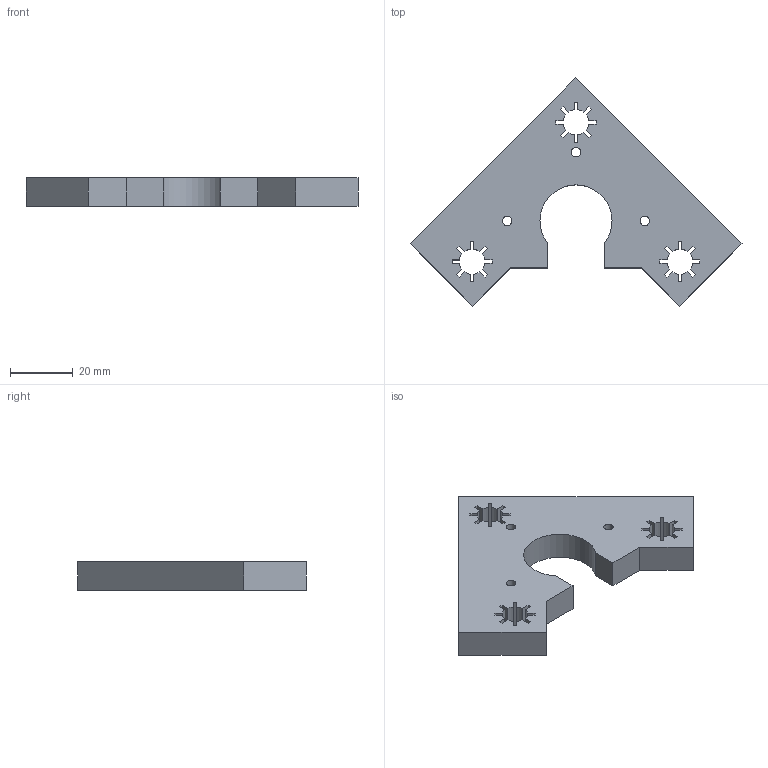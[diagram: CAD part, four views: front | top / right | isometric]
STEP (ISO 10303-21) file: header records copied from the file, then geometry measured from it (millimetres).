
FILE_DESCRIPTION(/* description */ ('Unknown'),/* implementation_level */ '2;1');
FILE_NAME(/* name */ 'Motorplate',/* time_stamp */ '2022-06-05T10:19:40+02:00',/* author */ ('Unknown'),/* organization */ ('Unknown'),/* preprocessor_version */ 'ST-DEVELOPER v18.1',/* originating_system */ 'Solid Edge',/* authorisation */ 'Unknown');
FILE_SCHEMA (('CONFIG_CONTROL_DESIGN'));
Length unit declared in the file: millimetre
Products named in the file (1): Motorplate
Bounding box: 105.9 x 72.75 x 9 mm (x, y, z)
Volume: 27995.5 mm3; surface area: 11173.3 mm2
Topology: 1 solids, 1 shells, 112 faces, 330 edges, 220 vertices
Faces by surface type: plane 84, cylinder 28
Full cylindrical faces by diameter (mm): 3 x3
Entity records: 3749 total; most frequent: CARTESIAN_POINT 660, ORIENTED_EDGE 654, DIRECTION 609, EDGE_CURVE 327, LINE 271, VECTOR 271, VERTEX_POINT 220, AXIS2_PLACEMENT_3D 169
